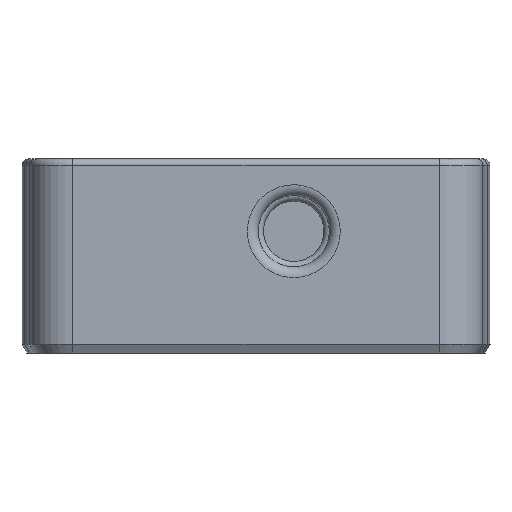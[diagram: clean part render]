
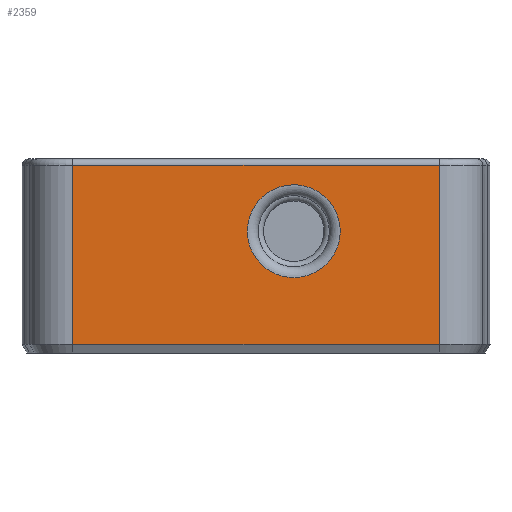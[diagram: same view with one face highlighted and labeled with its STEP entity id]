
A CAD part, left-side view. The second image highlights one B-rep face of the part: STEP entity #2359.
In plain terms, the highlighted planar face has unit normal (-1, 0, 0).
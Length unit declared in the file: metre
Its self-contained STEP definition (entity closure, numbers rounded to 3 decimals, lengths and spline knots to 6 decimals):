
#171=B_SPLINE_CURVE_WITH_KNOTS('',3,(#4081,#4082,#4083,#4084,#4085,#4086,
#4087,#4088,#4089,#4090,#4091,#4092,#4093,#4094,#4095,#4096,#4097,#4098,
#4099),.UNSPECIFIED.,.T.,.F.,(1,1,1,1,1,1,1,1,1,1,1,1,1,1,1,1,1,1,1,1,1,
1,1),(-0.190789,-0.128289,-0.065789,0.,0.059375,
0.121719,0.184211,0.246711,0.309211,0.371711,
0.434211,0.496711,0.559211,0.621711,
0.684211,0.746711,0.809211,0.871711,
0.934211,1.,1.059375,1.121719,1.184211),.UNSPECIFIED.);
#613=ORIENTED_EDGE('',*,*,#1184,.F.);
#614=ORIENTED_EDGE('',*,*,#1217,.T.);
#615=ORIENTED_EDGE('',*,*,#1216,.F.);
#616=ORIENTED_EDGE('',*,*,#1183,.F.);
#617=ORIENTED_EDGE('',*,*,#1218,.T.);
#1183=EDGE_CURVE('',#1501,#1500,#1653,.T.);
#1184=EDGE_CURVE('',#1502,#1502,#171,.T.);
#1216=EDGE_CURVE('',#1500,#1519,#1668,.F.);
#1217=EDGE_CURVE('',#1520,#1519,#1669,.T.);
#1218=EDGE_CURVE('',#1501,#1520,#1670,.T.);
#1500=VERTEX_POINT('',#4074);
#1501=VERTEX_POINT('',#4078);
#1502=VERTEX_POINT('',#4100);
#1519=VERTEX_POINT('',#4166);
#1520=VERTEX_POINT('',#4170);
#1653=LINE('',#4079,#1799);
#1668=LINE('',#4167,#1814);
#1669=LINE('',#4169,#1815);
#1670=LINE('',#4171,#1816);
#1799=VECTOR('',#3072,1.);
#1814=VECTOR('',#3159,1.);
#1815=VECTOR('',#3162,1.);
#1816=VECTOR('',#3163,1.);
#1957=EDGE_LOOP('',(#613));
#1958=EDGE_LOOP('',(#614,#615,#616,#617));
#2150=FACE_BOUND('',#1957,.T.);
#2151=FACE_BOUND('',#1958,.T.);
#2281=PLANE('',#2616);
#2359=ADVANCED_FACE('',(#2150,#2151),#2281,.T.);
#2616=AXIS2_PLACEMENT_3D('',#4168,#3160,#3161);
#3072=DIRECTION('',(0.,-1.,0.));
#3159=DIRECTION('',(0.,0.,1.));
#3160=DIRECTION('',(-1.,0.,0.));
#3161=DIRECTION('',(0.,0.,1.));
#3162=DIRECTION('',(0.,-1.,0.));
#3163=DIRECTION('',(0.,0.,-1.));
#4074=CARTESIAN_POINT('',(-0.0149,-0.019,0.));
#4078=CARTESIAN_POINT('',(-0.0149,-0.002,0.));
#4079=CARTESIAN_POINT('',(-0.0149,0.,0.));
#4081=CARTESIAN_POINT('',(-0.0149,-0.013078,-0.001001));
#4082=CARTESIAN_POINT('',(-0.0149,-0.012276,-0.000853));
#4083=CARTESIAN_POINT('',(-0.0149,-0.011482,-0.000986));
#4084=CARTESIAN_POINT('',(-0.0149,-0.010718,-0.00145));
#4085=CARTESIAN_POINT('',(-0.0149,-0.01021,-0.002209));
#4086=CARTESIAN_POINT('',(-0.0149,-0.010054,-0.003007));
#4087=CARTESIAN_POINT('',(-0.0149,-0.010178,-0.003805));
#4088=CARTESIAN_POINT('',(-0.0149,-0.010649,-0.004582));
#4089=CARTESIAN_POINT('',(-0.0149,-0.011409,-0.00509));
#4090=CARTESIAN_POINT('',(-0.0149,-0.012207,-0.005246));
#4091=CARTESIAN_POINT('',(-0.0149,-0.013005,-0.005122));
#4092=CARTESIAN_POINT('',(-0.0149,-0.013782,-0.004651));
#4093=CARTESIAN_POINT('',(-0.0149,-0.01429,-0.003891));
#4094=CARTESIAN_POINT('',(-0.0149,-0.014446,-0.003093));
#4095=CARTESIAN_POINT('',(-0.0149,-0.014322,-0.002295));
#4096=CARTESIAN_POINT('',(-0.0149,-0.013851,-0.001518));
#4097=CARTESIAN_POINT('',(-0.0149,-0.013078,-0.001001));
#4098=CARTESIAN_POINT('',(-0.0149,-0.012276,-0.000853));
#4099=CARTESIAN_POINT('',(-0.0149,-0.011482,-0.000986));
#4100=CARTESIAN_POINT('',(-0.0149,-0.01225,-0.0009));
#4166=CARTESIAN_POINT('',(-0.0149,-0.019,-0.0083));
#4167=CARTESIAN_POINT('',(-0.0149,-0.019,0.0003));
#4168=CARTESIAN_POINT('',(-0.0149,0.,0.0003));
#4169=CARTESIAN_POINT('',(-0.0149,-0.00525,-0.0083));
#4170=CARTESIAN_POINT('',(-0.0149,-0.002,-0.0083));
#4171=CARTESIAN_POINT('',(-0.0149,-0.002,0.0003));
